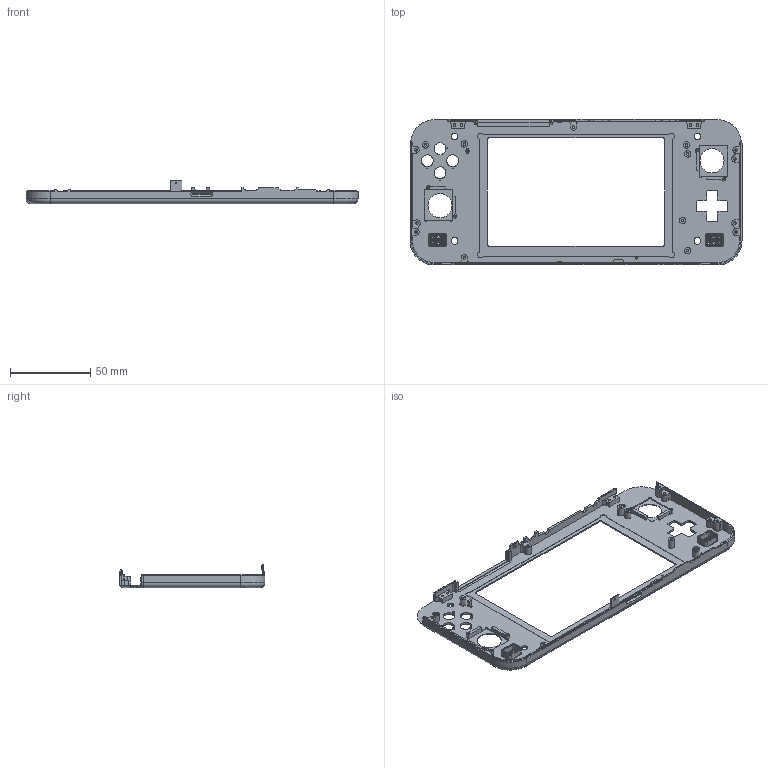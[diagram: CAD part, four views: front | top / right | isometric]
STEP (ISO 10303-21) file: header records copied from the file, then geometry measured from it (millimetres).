
FILE_DESCRIPTION(/* description */ ('STEP AP242','CAx-IF Rec.Pracs.---Representation and Presentation of Product Manufacturing Information (PMI)---4.0---2014-10-13','CAx-IF Rec.Pracs.---3D Tessellated Geometry---0.4---2014-09-14','2;1'),/* implementation_level */ '2;1');
FILE_NAME(/* name */ '66ef8127ef2dbc42af2f889e',/* time_stamp */ '2024-09-22T02:29:59Z',/* author */ (''),/* organization */ (''),/* preprocessor_version */ 'ST-DEVELOPER v20',/* originating_system */ ' ',/* authorisation */ ' ');
FILE_SCHEMA (('AP242_MANAGED_MODEL_BASED_3D_ENGINEERING_MIM_LF { 1 0 10303 442 1 1 4 }'));
Length unit declared in the file: metre
Products named in the file (1): Front Cover
Bounding box: 207 x 90.95 x 14.6 mm (x, y, z)
Volume: 18493.3 mm3; surface area: 30158.1 mm2
Topology: 1 solids, 1 shells, 663 faces, 1805 edges, 1161 vertices
Faces by surface type: cylinder 306, plane 268, cone 53, torus 36
Full cylindrical faces by diameter (mm): 1 x51, 1.1 x2, 1.25 x4, 1.6 x19, 4 x6, 4.2 x4, 7.4 x4, 15 x2
Entity records: 20287 total; most frequent: DIRECTION 3643, CARTESIAN_POINT 3437, ORIENTED_EDGE 3254, EDGE_CURVE 1627, AXIS2_PLACEMENT_3D 1356, VERTEX_POINT 1134, FACE_BOUND 963, EDGE_LOOP 940
